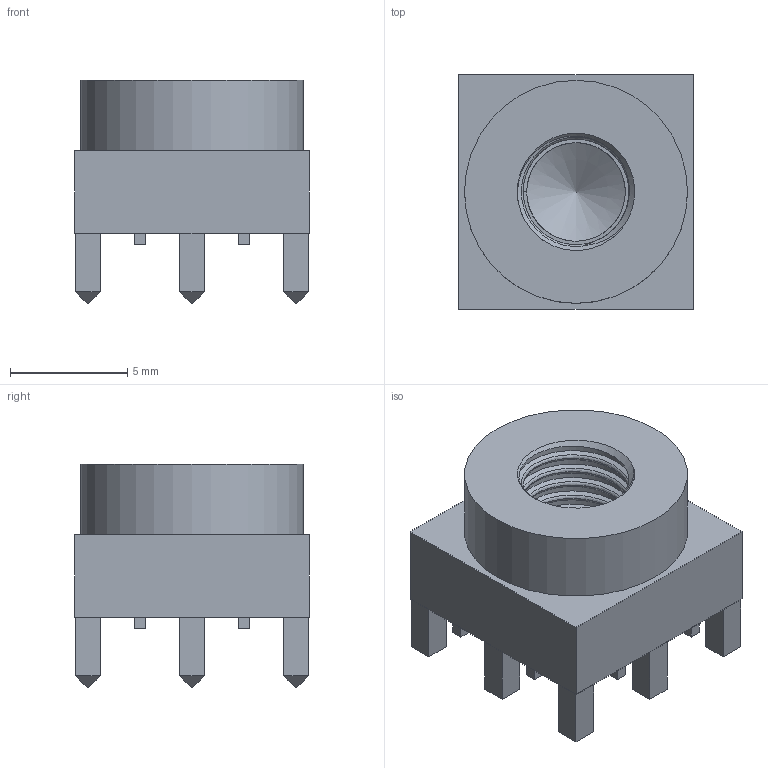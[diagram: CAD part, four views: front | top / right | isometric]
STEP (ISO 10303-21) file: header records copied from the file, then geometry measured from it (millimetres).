
FILE_DESCRIPTION(/* description */ (''),/* implementation_level */ '2;1');
FILE_NAME(/* name */ 'Wurth 74650195.step',/* time_stamp */ '2022-08-05T20:08:43+01:00',/* author */ (''),/* organization */ (''),/* preprocessor_version */ 'ST-DEVELOPER v19',/* originating_system */ 'Autodesk Translation Framework v11.7.0.108',/* authorisation */ '');
FILE_SCHEMA (('AUTOMOTIVE_DESIGN { 1 0 10303 214 3 1 1 }'));
Length unit declared in the file: millimetre
Products named in the file (1): Wurth 74650195
Bounding box: 10 x 10 x 9.5 mm (x, y, z)
Volume: 506.4 mm3; surface area: 640.4 mm2
Topology: 1 solids, 1 shells, 184 faces, 429 edges, 273 vertices
Faces by surface type: plane 169, cylinder 8, bspline 5, cone 2
Full cylindrical faces by diameter (mm): 4.2 x1, 5 x5, 9.5 x1
Entity records: 6469 total; most frequent: CARTESIAN_POINT 2301, ORIENTED_EDGE 856, DIRECTION 774, EDGE_CURVE 428, LINE 398, VECTOR 398, VERTEX_POINT 273, EDGE_LOOP 211
